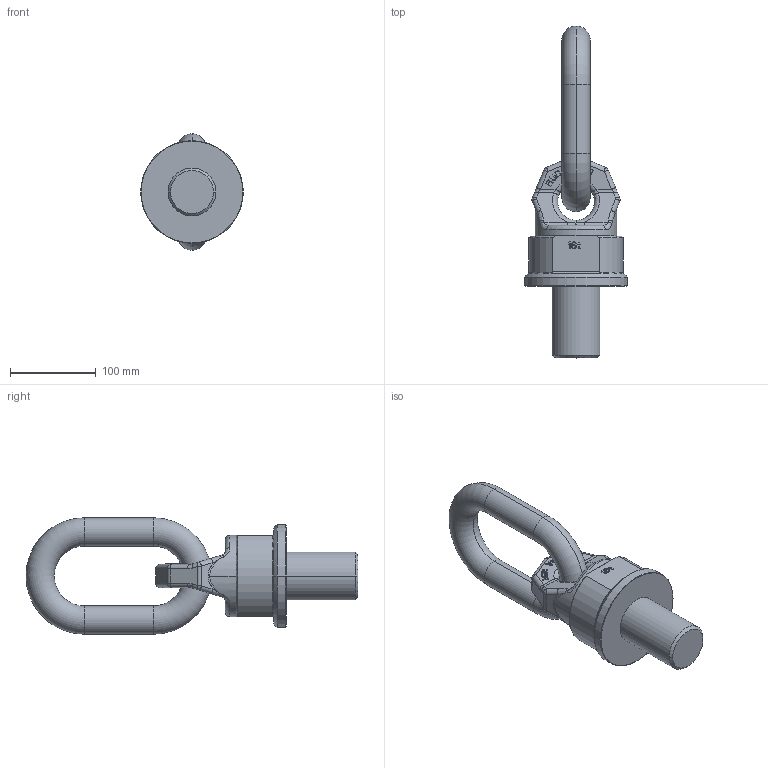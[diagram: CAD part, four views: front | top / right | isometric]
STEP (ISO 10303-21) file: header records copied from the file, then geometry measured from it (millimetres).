
FILE_DESCRIPTION((''),'2;1');
FILE_NAME('001-M33231-P-10_ASM','2019-06-27T',('anja.joas'),(''),'PRO/ENGINEER BY PARAMETRIC TECHNOLOGY CORPORATION, 2011490','PRO/ENGINEER BY PARAMETRIC TECHNOLOGY CORPORATION, 2011490','');
FILE_SCHEMA(('CONFIG_CONTROL_DESIGN'));
Length unit declared in the file: millimetre
Products named in the file (4): 001-M33231-P-10_AF0; 001-M31621-P-10; 001-M31050-P-01; 001-M33231-P-10_ASM
Assembly tree (3 placements, depth 2):
  001-M33231-P-10_ASM
    001-M33231-P-10_AF0
    001-M31621-P-10
    001-M31050-P-01
Bounding box: 120 x 388 x 136 mm (x, y, z)
Volume: 1434412.7 mm3; surface area: 140192.1 mm2
Topology: 3 solids, 3 shells, 441 faces, 1179 edges, 760 vertices
Faces by surface type: plane 322, cylinder 55, bspline 46, torus 10, cone 8
Entity records: 15191 total; most frequent: CARTESIAN_POINT 4357, ORIENTED_EDGE 2358, DIRECTION 2023, EDGE_CURVE 1179, VECTOR 939, LINE 939, VERTEX_POINT 760, AXIS2_PLACEMENT_3D 542
